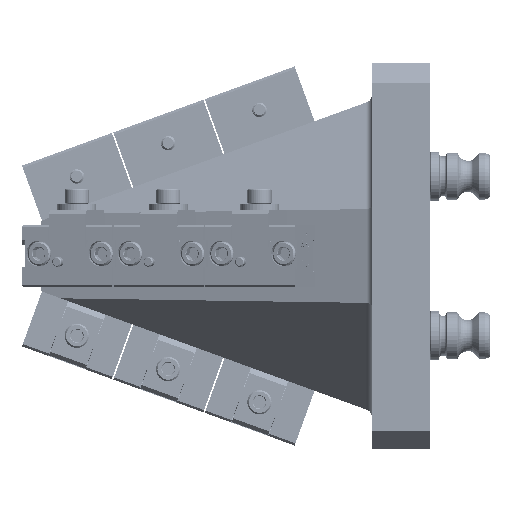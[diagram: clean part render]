
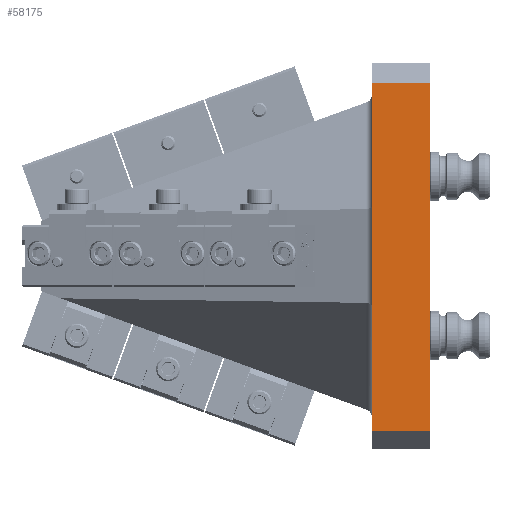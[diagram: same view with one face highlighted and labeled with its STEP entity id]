
A CAD part, left-side view. The second image highlights one B-rep face of the part: STEP entity #58175.
In plain terms, the highlighted planar face has unit normal (-1, 0, 0).
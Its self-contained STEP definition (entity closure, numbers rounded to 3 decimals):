
#974 = FACE_OUTER_BOUND ( 'NONE', #62914, .T. ) ;
#1116 = LINE ( 'NONE', #22530, #66058 ) ;
#2548 = PLANE ( 'NONE',  #38517 ) ;
#7849 = CARTESIAN_POINT ( 'NONE',  ( -62.865, 0., 56.515 ) ) ;
#8042 = ORIENTED_EDGE ( 'NONE', *, *, #50500, .T. ) ;
#8853 = DIRECTION ( 'NONE',  ( 0., 0., 1. ) ) ;
#10533 = DIRECTION ( 'NONE',  ( 0., -1., 0. ) ) ;
#12843 = EDGE_CURVE ( 'NONE', #77425, #81675, #58316, .T. ) ;
#13943 = ORIENTED_EDGE ( 'NONE', *, *, #12843, .F. ) ;
#16578 = CARTESIAN_POINT ( 'NONE',  ( -62.865, 127., -57.147 ) ) ;
#21169 = CARTESIAN_POINT ( 'NONE',  ( -62.865, 127., 62.865 ) ) ;
#22530 = CARTESIAN_POINT ( 'NONE',  ( -62.865, 19.05, 0. ) ) ;
#24755 = VECTOR ( 'NONE', #28703, 1000. ) ;
#28703 = DIRECTION ( 'NONE',  ( 0., 0., -1. ) ) ;
#33511 = VERTEX_POINT ( 'NONE', #34569 ) ;
#34569 = CARTESIAN_POINT ( 'NONE',  ( -62.865, 19.05, 56.515 ) ) ;
#34801 = CARTESIAN_POINT ( 'NONE',  ( -62.865, 0., 62.865 ) ) ;
#34861 = EDGE_CURVE ( 'NONE', #78865, #33511, #1116, .T. ) ;
#35566 = LINE ( 'NONE', #64295, #52373 ) ;
#36268 = ORIENTED_EDGE ( 'NONE', *, *, #79604, .T. ) ;
#38517 = AXIS2_PLACEMENT_3D ( 'NONE', #21169, #46553, #8853 ) ;
#41554 = DIRECTION ( 'NONE',  ( 0., 0., 1. ) ) ;
#42162 = CARTESIAN_POINT ( 'NONE',  ( -62.865, 19.05, -57.147 ) ) ;
#43867 = VECTOR ( 'NONE', #10533, 1000. ) ;
#46553 = DIRECTION ( 'NONE',  ( -1., 0., 0. ) ) ;
#48896 = ORIENTED_EDGE ( 'NONE', *, *, #34861, .F. ) ;
#50500 = EDGE_CURVE ( 'NONE', #77425, #33511, #35566, .T. ) ;
#52373 = VECTOR ( 'NONE', #58022, 1000. ) ;
#58022 = DIRECTION ( 'NONE',  ( 0., 1., 0. ) ) ;
#58175 = ADVANCED_FACE ( 'NONE', ( #974 ), #2548, .T. ) ;
#58316 = LINE ( 'NONE', #34801, #24755 ) ;
#62914 = EDGE_LOOP ( 'NONE', ( #13943, #8042, #48896, #36268 ) ) ;
#63733 = CARTESIAN_POINT ( 'NONE',  ( -62.865, 0., -57.147 ) ) ;
#64295 = CARTESIAN_POINT ( 'NONE',  ( -62.865, 127., 56.515 ) ) ;
#66058 = VECTOR ( 'NONE', #41554, 1000. ) ;
#77341 = LINE ( 'NONE', #16578, #43867 ) ;
#77425 = VERTEX_POINT ( 'NONE', #7849 ) ;
#78865 = VERTEX_POINT ( 'NONE', #42162 ) ;
#79604 = EDGE_CURVE ( 'NONE', #78865, #81675, #77341, .T. ) ;
#81675 = VERTEX_POINT ( 'NONE', #63733 ) ;
